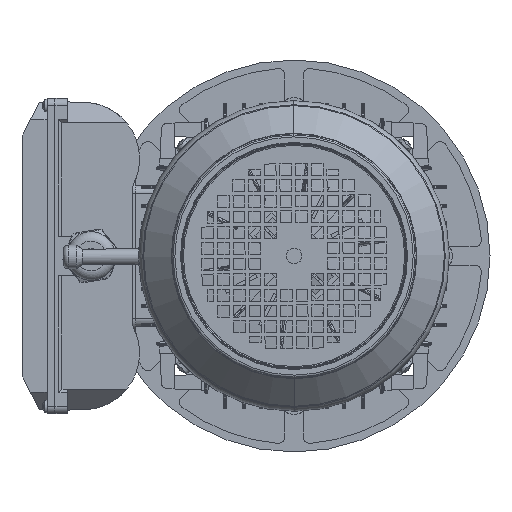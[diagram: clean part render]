
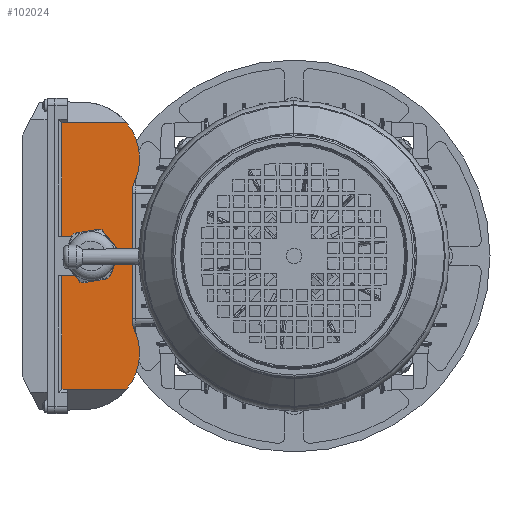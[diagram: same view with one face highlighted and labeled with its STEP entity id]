
A CAD part, left-side view. The second image highlights one B-rep face of the part: STEP entity #102024.
In plain terms, the highlighted face is planar.
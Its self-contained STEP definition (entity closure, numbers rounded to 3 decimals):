
#311 = CARTESIAN_POINT ( 'NONE',  ( -44.572, -24.75, -68. ) ) ;
#1553 = VERTEX_POINT ( 'NONE', #69823 ) ;
#2229 = DIRECTION ( 'NONE',  ( 0., 1., 0. ) ) ;
#3038 = VERTEX_POINT ( 'NONE', #89632 ) ;
#3652 = LINE ( 'NONE', #137769, #126491 ) ;
#5841 = VERTEX_POINT ( 'NONE', #45760 ) ;
#6269 = CARTESIAN_POINT ( 'NONE',  ( -119.5, -29.25, -68. ) ) ;
#7275 = CIRCLE ( 'NONE', #80687, 36. ) ;
#8802 = VECTOR ( 'NONE', #2229, 1000. ) ;
#8819 = AXIS2_PLACEMENT_3D ( 'NONE', #121515, #106185, #90825 ) ;
#9620 = CARTESIAN_POINT ( 'NONE',  ( 0., 1.75, -68. ) ) ;
#10572 = VECTOR ( 'NONE', #55611, 1000. ) ;
#11735 = CARTESIAN_POINT ( 'NONE',  ( 85.065, -29.25, -68. ) ) ;
#11828 = DIRECTION ( 'NONE',  ( 1., 0., 0. ) ) ;
#12139 = CARTESIAN_POINT ( 'NONE',  ( 85.065, 16.75, -68. ) ) ;
#12857 = DIRECTION ( 'NONE',  ( 1., 0., 0. ) ) ;
#13237 = VERTEX_POINT ( 'NONE', #12139 ) ;
#17482 = CARTESIAN_POINT ( 'NONE',  ( -12.5, 1.75, -68. ) ) ;
#18736 = EDGE_CURVE ( 'NONE', #143378, #126269, #81198, .T. ) ;
#27026 = LINE ( 'NONE', #11735, #88673 ) ;
#27123 = CARTESIAN_POINT ( 'NONE',  ( -44.572, -24.75, -68. ) ) ;
#27612 = VECTOR ( 'NONE', #77531, 1000. ) ;
#28151 = DIRECTION ( 'NONE',  ( 0., 0., 1. ) ) ;
#28701 = VERTEX_POINT ( 'NONE', #140508 ) ;
#32624 = EDGE_CURVE ( 'NONE', #126269, #5841, #42365, .T. ) ;
#32739 = LINE ( 'NONE', #17482, #8802 ) ;
#32851 = LINE ( 'NONE', #105802, #107290 ) ;
#32990 = ORIENTED_EDGE ( 'NONE', *, *, #102550, .F. ) ;
#37393 = FACE_OUTER_BOUND ( 'NONE', #58104, .T. ) ;
#38907 = DIRECTION ( 'NONE',  ( 1., 0., 0. ) ) ;
#39803 = VERTEX_POINT ( 'NONE', #46202 ) ;
#41367 = ORIENTED_EDGE ( 'NONE', *, *, #90505, .T. ) ;
#42365 = LINE ( 'NONE', #27123, #76814 ) ;
#45122 = AXIS2_PLACEMENT_3D ( 'NONE', #6269, #140446, #125079 ) ;
#45673 = EDGE_CURVE ( 'NONE', #132259, #3038, #86220, .T. ) ;
#45760 = CARTESIAN_POINT ( 'NONE',  ( 44.572, -24.75, -68. ) ) ;
#45840 = VECTOR ( 'NONE', #38907, 1000. ) ;
#46202 = CARTESIAN_POINT ( 'NONE',  ( 85.065, 20.25, -68. ) ) ;
#52120 = PLANE ( 'NONE',  #45122 ) ;
#53693 = ORIENTED_EDGE ( 'NONE', *, *, #18736, .F. ) ;
#54196 = CARTESIAN_POINT ( 'NONE',  ( -119.5, 20.25, -68. ) ) ;
#55611 = DIRECTION ( 'NONE',  ( 0., 1., 0. ) ) ;
#58104 = EDGE_LOOP ( 'NONE', ( #115913, #87643, #105723, #32990, #138018, #120595, #60557, #78116, #89419, #53693, #41367, #71173 ) ) ;
#59533 = VERTEX_POINT ( 'NONE', #85906 ) ;
#60557 = ORIENTED_EDGE ( 'NONE', *, *, #89619, .F. ) ;
#69522 = LINE ( 'NONE', #54196, #45840 ) ;
#69823 = CARTESIAN_POINT ( 'NONE',  ( 12.5, 1.75, -68. ) ) ;
#70949 = CARTESIAN_POINT ( 'NONE',  ( -85.065, -29.25, -68. ) ) ;
#71173 = ORIENTED_EDGE ( 'NONE', *, *, #45673, .T. ) ;
#72303 = EDGE_CURVE ( 'NONE', #1553, #144882, #106552, .T. ) ;
#74051 = CARTESIAN_POINT ( 'NONE',  ( 62., 6.75, -68. ) ) ;
#76814 = VECTOR ( 'NONE', #11828, 1000. ) ;
#77531 = DIRECTION ( 'NONE',  ( 1., 0., 0. ) ) ;
#78116 = ORIENTED_EDGE ( 'NONE', *, *, #129894, .F. ) ;
#80601 = AXIS2_PLACEMENT_3D ( 'NONE', #9620, #143841, #128481 ) ;
#80687 = AXIS2_PLACEMENT_3D ( 'NONE', #74051, #28151, #12857 ) ;
#81198 = CIRCLE ( 'NONE', #8819, 36. ) ;
#84683 = CARTESIAN_POINT ( 'NONE',  ( -12.5, 1.75, -68. ) ) ;
#85906 = CARTESIAN_POINT ( 'NONE',  ( 12.5, 20.25, -68. ) ) ;
#86220 = LINE ( 'NONE', #70949, #10572 ) ;
#87643 = ORIENTED_EDGE ( 'NONE', *, *, #104429, .F. ) ;
#88091 = EDGE_CURVE ( 'NONE', #39803, #13237, #27026, .T. ) ;
#88673 = VECTOR ( 'NONE', #145923, 1000. ) ;
#89419 = ORIENTED_EDGE ( 'NONE', *, *, #32624, .F. ) ;
#89619 = EDGE_CURVE ( 'NONE', #28701, #13237, #3652, .T. ) ;
#89632 = CARTESIAN_POINT ( 'NONE',  ( -85.065, 20.25, -68. ) ) ;
#90425 = DIRECTION ( 'NONE',  ( 0., 1., 0. ) ) ;
#90505 = EDGE_CURVE ( 'NONE', #143378, #132259, #32851, .T. ) ;
#90825 = DIRECTION ( 'NONE',  ( 1., 0., 0. ) ) ;
#92812 = CARTESIAN_POINT ( 'NONE',  ( -119.5, 20.25, -68. ) ) ;
#96505 = CARTESIAN_POINT ( 'NONE',  ( -12.5, 20.25, -68. ) ) ;
#100358 = CARTESIAN_POINT ( 'NONE',  ( -85.065, -20.891, -68. ) ) ;
#102024 = ADVANCED_FACE ( 'NONE', ( #37393 ), #52120, .F. ) ;
#102550 = EDGE_CURVE ( 'NONE', #59533, #1553, #149263, .T. ) ;
#104429 = EDGE_CURVE ( 'NONE', #144882, #107179, #32739, .T. ) ;
#104995 = VECTOR ( 'NONE', #118618, 1000. ) ;
#105723 = ORIENTED_EDGE ( 'NONE', *, *, #72303, .F. ) ;
#105802 = CARTESIAN_POINT ( 'NONE',  ( -85.065, -45.25, -68. ) ) ;
#106185 = DIRECTION ( 'NONE',  ( 0., 0., 1. ) ) ;
#106552 = CIRCLE ( 'NONE', #80601, 12.5 ) ;
#107179 = VERTEX_POINT ( 'NONE', #96505 ) ;
#107290 = VECTOR ( 'NONE', #90425, 1000. ) ;
#108172 = LINE ( 'NONE', #92812, #27612 ) ;
#115913 = ORIENTED_EDGE ( 'NONE', *, *, #144556, .T. ) ;
#118618 = DIRECTION ( 'NONE',  ( 0., -1., 0. ) ) ;
#120595 = ORIENTED_EDGE ( 'NONE', *, *, #88091, .T. ) ;
#121515 = CARTESIAN_POINT ( 'NONE',  ( -62., 6.75, -68. ) ) ;
#122430 = DIRECTION ( 'NONE',  ( 0., 1., 0. ) ) ;
#125079 = DIRECTION ( 'NONE',  ( 1., 0., 0. ) ) ;
#126269 = VERTEX_POINT ( 'NONE', #311 ) ;
#126491 = VECTOR ( 'NONE', #122430, 1000. ) ;
#128481 = DIRECTION ( 'NONE',  ( 1., 0., 0. ) ) ;
#129894 = EDGE_CURVE ( 'NONE', #5841, #28701, #7275, .T. ) ;
#132259 = VERTEX_POINT ( 'NONE', #140156 ) ;
#133916 = CARTESIAN_POINT ( 'NONE',  ( 12.5, 1.75, -68. ) ) ;
#136416 = EDGE_CURVE ( 'NONE', #59533, #39803, #108172, .T. ) ;
#137769 = CARTESIAN_POINT ( 'NONE',  ( 85.065, -45.25, -68. ) ) ;
#138018 = ORIENTED_EDGE ( 'NONE', *, *, #136416, .T. ) ;
#140156 = CARTESIAN_POINT ( 'NONE',  ( -85.065, 16.75, -68. ) ) ;
#140446 = DIRECTION ( 'NONE',  ( 0., 0., 1. ) ) ;
#140508 = CARTESIAN_POINT ( 'NONE',  ( 85.065, -20.891, -68. ) ) ;
#143378 = VERTEX_POINT ( 'NONE', #100358 ) ;
#143841 = DIRECTION ( 'NONE',  ( 0., 0., -1. ) ) ;
#144556 = EDGE_CURVE ( 'NONE', #3038, #107179, #69522, .T. ) ;
#144882 = VERTEX_POINT ( 'NONE', #84683 ) ;
#145923 = DIRECTION ( 'NONE',  ( 0., -1., 0. ) ) ;
#149263 = LINE ( 'NONE', #133916, #104995 ) ;
